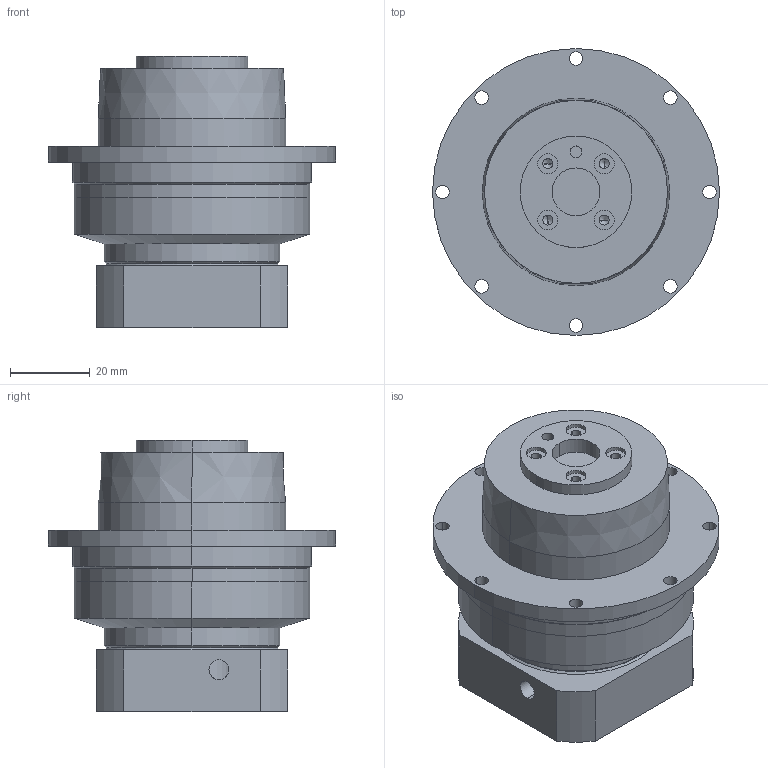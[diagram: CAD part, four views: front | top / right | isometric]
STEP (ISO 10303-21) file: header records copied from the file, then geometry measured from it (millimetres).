
FILE_DESCRIPTION (( 'STEP AP203' ), '1' );
FILE_NAME ('GPD047-L1-(8-30-45-M3).STEP', '2022-05-25T02:29:23', ( '微软用户' ), ( '微软中国' ), 'SwSTEP 2.0', 'SolidWorks 2018', '' );
FILE_SCHEMA (( 'CONFIG_CONTROL_DESIGN' ));
Length unit declared in the file: millimetre
Products named in the file (1): GPD047-L1-(8-30-45-M3)
Bounding box: 72 x 72 x 68 mm (x, y, z)
Volume: 139276.2 mm3; surface area: 30533.8 mm2
Topology: 2 solids, 2 shells, 163 faces, 385 edges, 236 vertices
Faces by surface type: cylinder 89, plane 46, cone 26, torus 2
Entity records: 4906 total; most frequent: CARTESIAN_POINT 957, DIRECTION 881, ORIENTED_EDGE 738, EDGE_CURVE 369, AXIS2_PLACEMENT_3D 356, VERTEX_POINT 236, EDGE_LOOP 211, CIRCLE 192
